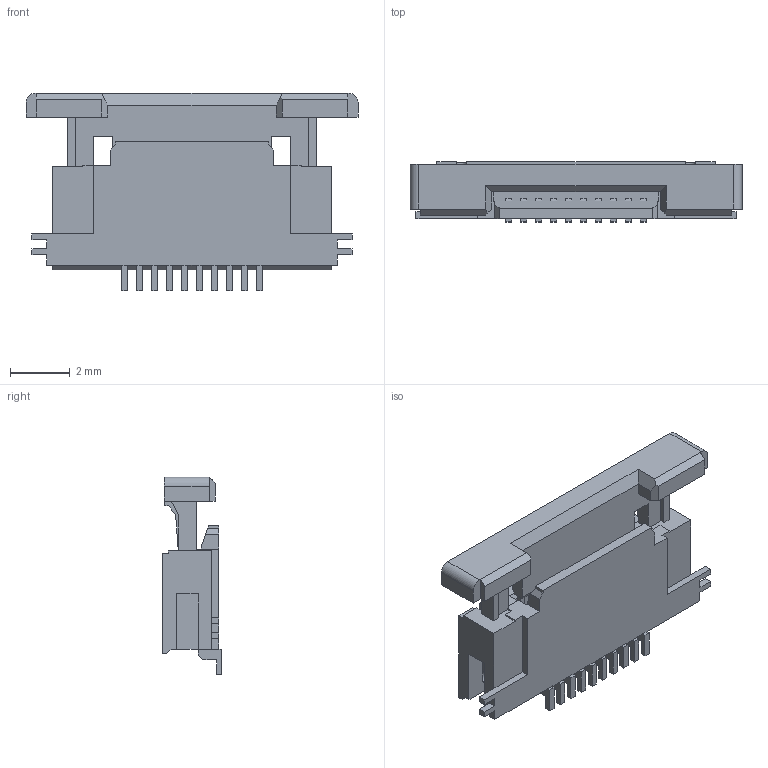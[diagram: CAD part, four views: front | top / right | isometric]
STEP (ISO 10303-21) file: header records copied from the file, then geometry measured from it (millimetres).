
FILE_DESCRIPTION((''),'2;1');
FILE_NAME('527461070','2018-02-27T',('ksrinivasara'),(''),'PRO/ENGINEER BY PARAMETRIC TECHNOLOGY CORPORATION, 2012310','PRO/ENGINEER BY PARAMETRIC TECHNOLOGY CORPORATION, 2012310','');
FILE_SCHEMA(('CONFIG_CONTROL_DESIGN'));
Length unit declared in the file: millimetre
Products named in the file (1): 527461070
Bounding box: 11.1 x 2 x 6.6 mm (x, y, z)
Volume: 64.5 mm3; surface area: 249.2 mm2
Topology: 1 solids, 1 shells, 329 faces, 991 edges, 668 vertices
Faces by surface type: plane 295, cylinder 34
Entity records: 10904 total; most frequent: CARTESIAN_POINT 1937, ORIENTED_EDGE 1878, DIRECTION 1719, EDGE_CURVE 939, VECTOR 923, LINE 923, VERTEX_POINT 616, AXIS2_PLACEMENT_3D 398
